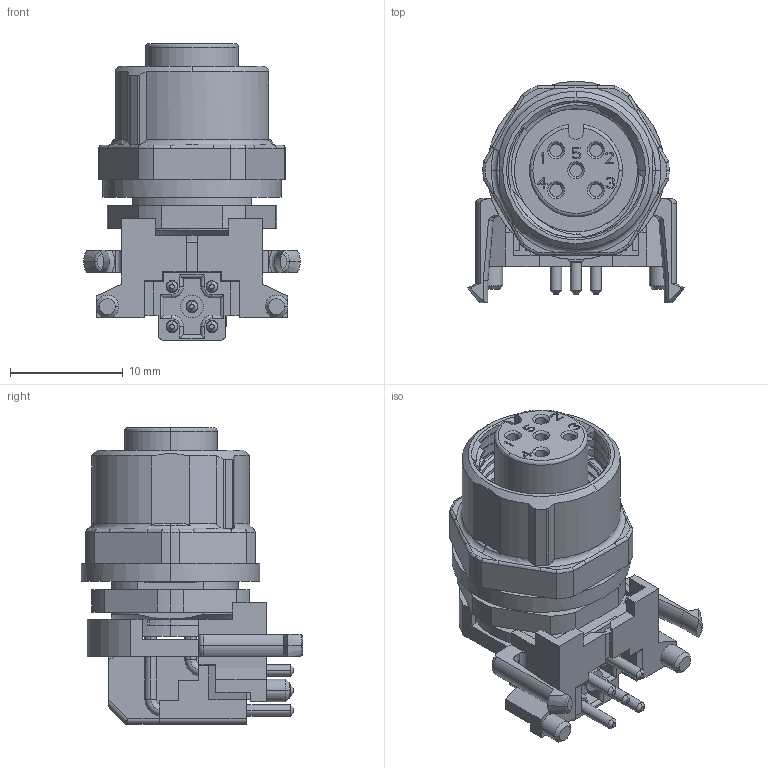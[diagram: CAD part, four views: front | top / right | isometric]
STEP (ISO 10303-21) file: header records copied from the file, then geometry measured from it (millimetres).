
FILE_DESCRIPTION(('SolidDesigner STEP Export'),'2;1');
FILE_NAME('1436563.stp','2013-01-14T10:15:25',(''),(''),'CoCreate Modeling STEP processor for AP214 (Solid Model)','CoCreate Modeling 16.00A 16-Aug-2008 (C) Parametric Technology GmbH','');
FILE_SCHEMA(('AUTOMOTIVE_DESIGN { 1 0 10303 214 1 1 1 1 }'));
Length unit declared in the file: millimetre
Products named in the file (2): 1436563
Assembly tree (1 placements, depth 2):
  1436563
    1436563
Bounding box: 19.2 x 19.6 x 26.29 mm (x, y, z)
Volume: 2993.7 mm3; surface area: 3496.7 mm2
Topology: 1 solids, 1 shells, 850 faces, 2314 edges, 1494 vertices
Faces by surface type: plane 487, cylinder 195, cone 50, bspline 46, torus 44, extrusion 23, sphere 5
Entity records: 43109 total; most frequent: CARTESIAN_POINT 16266, ORIENTED_EDGE 4628, DIRECTION 3581, EDGE_CURVE 2314, VECTOR 1515, VERTEX_POINT 1494, LINE 1492, AXIS2_PLACEMENT_3D 1033
